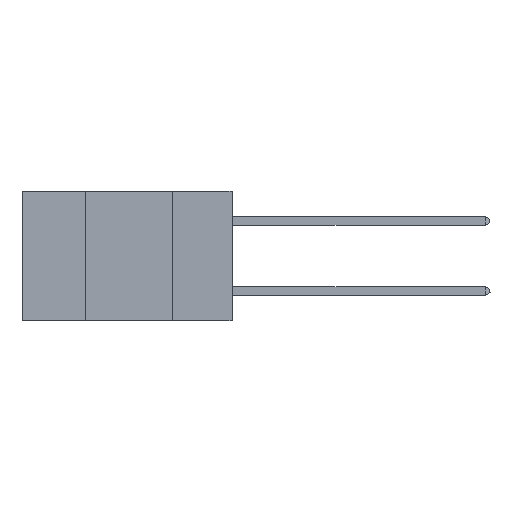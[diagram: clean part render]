
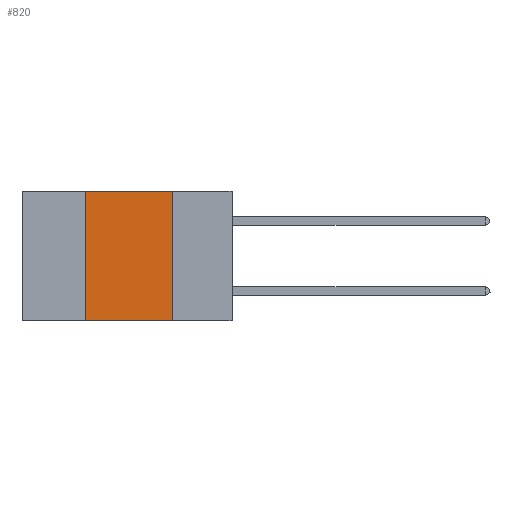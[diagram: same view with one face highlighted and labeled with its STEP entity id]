
A CAD part, left-side view. The second image highlights one B-rep face of the part: STEP entity #820.
In plain terms, the highlighted planar face has unit normal (-1, 0, 0).
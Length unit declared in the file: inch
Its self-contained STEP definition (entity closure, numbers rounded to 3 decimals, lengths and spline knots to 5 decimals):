
#634 = LINE ( 'NONE', #4199, #21057 ) ;
#820 = ADVANCED_FACE ( 'NONE', ( #12853 ), #3888, .F. ) ;
#1153 = EDGE_LOOP ( 'NONE', ( #22583, #14962, #14311, #26629 ) ) ;
#1895 = CARTESIAN_POINT ( 'NONE',  ( 0., 0.17, 0. ) ) ;
#3888 = PLANE ( 'NONE',  #27699 ) ;
#4199 = CARTESIAN_POINT ( 'NONE',  ( 0., 0.6, 0. ) ) ;
#4272 = LINE ( 'NONE', #20377, #8886 ) ;
#4595 = DIRECTION ( 'NONE',  ( 1., 0., 0. ) ) ;
#5539 = CARTESIAN_POINT ( 'NONE',  ( 0., 0.42, 0. ) ) ;
#6018 = VERTEX_POINT ( 'NONE', #19667 ) ;
#6195 = EDGE_CURVE ( 'NONE', #6018, #9022, #634, .T. ) ;
#6286 = VERTEX_POINT ( 'NONE', #14375 ) ;
#7694 = CARTESIAN_POINT ( 'NONE',  ( 0., 0.17, -0.37 ) ) ;
#8140 = VECTOR ( 'NONE', #13095, 39.37008 ) ;
#8852 = LINE ( 'NONE', #22479, #8140 ) ;
#8886 = VECTOR ( 'NONE', #15941, 39.37008 ) ;
#9022 = VERTEX_POINT ( 'NONE', #1895 ) ;
#11469 = DIRECTION ( 'NONE',  ( 0., 0., -1. ) ) ;
#12837 = VECTOR ( 'NONE', #23837, 39.37008 ) ;
#12853 = FACE_OUTER_BOUND ( 'NONE', #1153, .T. ) ;
#13095 = DIRECTION ( 'NONE',  ( 0., -1., 0. ) ) ;
#14311 = ORIENTED_EDGE ( 'NONE', *, *, #20551, .F. ) ;
#14375 = CARTESIAN_POINT ( 'NONE',  ( 0., 0.42, -0.37 ) ) ;
#14721 = EDGE_CURVE ( 'NONE', #9022, #14902, #4272, .T. ) ;
#14902 = VERTEX_POINT ( 'NONE', #7694 ) ;
#14962 = ORIENTED_EDGE ( 'NONE', *, *, #6195, .F. ) ;
#15941 = DIRECTION ( 'NONE',  ( 0., 0., -1. ) ) ;
#19273 = LINE ( 'NONE', #5539, #12837 ) ;
#19667 = CARTESIAN_POINT ( 'NONE',  ( 0., 0.42, 0. ) ) ;
#20377 = CARTESIAN_POINT ( 'NONE',  ( 0., 0.17, 0. ) ) ;
#20551 = EDGE_CURVE ( 'NONE', #6286, #6018, #19273, .T. ) ;
#21057 = VECTOR ( 'NONE', #27277, 39.37008 ) ;
#22479 = CARTESIAN_POINT ( 'NONE',  ( 0., 0.6, -0.37 ) ) ;
#22583 = ORIENTED_EDGE ( 'NONE', *, *, #14721, .F. ) ;
#23837 = DIRECTION ( 'NONE',  ( 0., 0., 1. ) ) ;
#24483 = EDGE_CURVE ( 'NONE', #6286, #14902, #8852, .T. ) ;
#26629 = ORIENTED_EDGE ( 'NONE', *, *, #24483, .T. ) ;
#27277 = DIRECTION ( 'NONE',  ( 0., -1., 0. ) ) ;
#27699 = AXIS2_PLACEMENT_3D ( 'NONE', #29288, #4595, #11469 ) ;
#29288 = CARTESIAN_POINT ( 'NONE',  ( 0., 0.6, 0. ) ) ;
